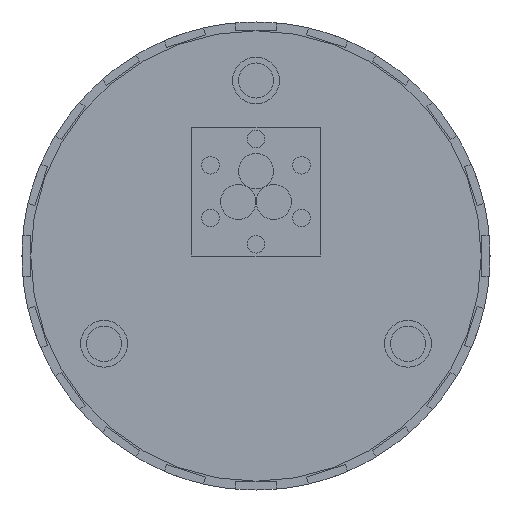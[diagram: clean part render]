
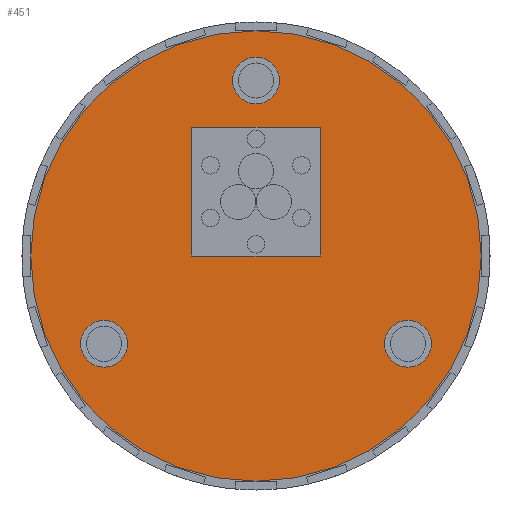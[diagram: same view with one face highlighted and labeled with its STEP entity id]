
A CAD part, front view. The second image highlights one B-rep face of the part: STEP entity #451.
In plain terms, the highlighted planar face has unit normal (0, -1, 0).
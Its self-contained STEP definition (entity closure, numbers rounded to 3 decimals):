
#48 = CARTESIAN_POINT ( 'NONE',  ( -5.5, 0., 11. ) ) ;
#105 = DIRECTION ( 'NONE',  ( 0., 0., -1. ) ) ;
#142 = DIRECTION ( 'NONE',  ( 0., 1., 0. ) ) ;
#150 = FACE_BOUND ( 'NONE', #4611, .T. ) ;
#162 = ORIENTED_EDGE ( 'NONE', *, *, #6170, .F. ) ;
#190 = PLANE ( 'NONE',  #4978 ) ;
#393 = AXIS2_PLACEMENT_3D ( 'NONE', #5021, #2172, #5496 ) ;
#440 = CARTESIAN_POINT ( 'NONE',  ( -12.99, 0., -7.5 ) ) ;
#451 = ADVANCED_FACE ( 'NONE', ( #4088, #1424, #2684, #150, #5067 ), #190, .F. ) ;
#470 = CARTESIAN_POINT ( 'NONE',  ( 12.99, 0., -7.5 ) ) ;
#494 = VERTEX_POINT ( 'NONE', #2128 ) ;
#532 = EDGE_CURVE ( 'NONE', #2588, #6009, #2239, .T. ) ;
#583 = AXIS2_PLACEMENT_3D ( 'NONE', #3600, #763, #4079 ) ;
#728 = CARTESIAN_POINT ( 'NONE',  ( -5.5, 0., 0. ) ) ;
#763 = DIRECTION ( 'NONE',  ( 0., -1., 0. ) ) ;
#787 = CARTESIAN_POINT ( 'NONE',  ( 0., 0., 17. ) ) ;
#917 = DIRECTION ( 'NONE',  ( 0., 0., -1. ) ) ;
#946 = DIRECTION ( 'NONE',  ( 0., 0., -1. ) ) ;
#1060 = ORIENTED_EDGE ( 'NONE', *, *, #3274, .F. ) ;
#1094 = CIRCLE ( 'NONE', #3046, 2. ) ;
#1132 = ORIENTED_EDGE ( 'NONE', *, *, #4994, .F. ) ;
#1324 = CARTESIAN_POINT ( 'NONE',  ( 0., 0., 0. ) ) ;
#1424 = FACE_BOUND ( 'NONE', #3431, .T. ) ;
#1486 = EDGE_CURVE ( 'NONE', #2124, #5022, #3711, .T. ) ;
#1490 = DIRECTION ( 'NONE',  ( -1., 0., 0. ) ) ;
#1568 = CARTESIAN_POINT ( 'NONE',  ( 5.5, 0., 11. ) ) ;
#1651 = ORIENTED_EDGE ( 'NONE', *, *, #532, .F. ) ;
#1677 = CIRCLE ( 'NONE', #3670, 19.25 ) ;
#1717 = ORIENTED_EDGE ( 'NONE', *, *, #1486, .F. ) ;
#1741 = VECTOR ( 'NONE', #2054, 1000. ) ;
#1742 = LINE ( 'NONE', #4026, #2206 ) ;
#1799 = DIRECTION ( 'NONE',  ( 0., 0., 1. ) ) ;
#1877 = ORIENTED_EDGE ( 'NONE', *, *, #5798, .F. ) ;
#1960 = EDGE_LOOP ( 'NONE', ( #3353, #1132, #162, #5225 ) ) ;
#2054 = DIRECTION ( 'NONE',  ( 0., 0., 1. ) ) ;
#2124 = VERTEX_POINT ( 'NONE', #5681 ) ;
#2128 = CARTESIAN_POINT ( 'NONE',  ( 12.99, 0., -5.5 ) ) ;
#2172 = DIRECTION ( 'NONE',  ( 0., -1., 0. ) ) ;
#2196 = DIRECTION ( 'NONE',  ( 0., -1., 0. ) ) ;
#2204 = VERTEX_POINT ( 'NONE', #4321 ) ;
#2206 = VECTOR ( 'NONE', #4505, 1000. ) ;
#2239 = CIRCLE ( 'NONE', #393, 2. ) ;
#2349 = EDGE_CURVE ( 'NONE', #5451, #5406, #1677, .T. ) ;
#2482 = ORIENTED_EDGE ( 'NONE', *, *, #6079, .F. ) ;
#2588 = VERTEX_POINT ( 'NONE', #787 ) ;
#2596 = DIRECTION ( 'NONE',  ( 0., 0., 1. ) ) ;
#2613 = EDGE_CURVE ( 'NONE', #5406, #5451, #4813, .T. ) ;
#2684 = FACE_BOUND ( 'NONE', #3883, .T. ) ;
#2836 = CIRCLE ( 'NONE', #3001, 2. ) ;
#2884 = CARTESIAN_POINT ( 'NONE',  ( 5.5, 0., 0. ) ) ;
#2897 = CARTESIAN_POINT ( 'NONE',  ( -5.5, 0., 11. ) ) ;
#2958 = DIRECTION ( 'NONE',  ( 0., -1., 0. ) ) ;
#2986 = CARTESIAN_POINT ( 'NONE',  ( 0., 0., 0. ) ) ;
#3001 = AXIS2_PLACEMENT_3D ( 'NONE', #470, #3801, #946 ) ;
#3046 = AXIS2_PLACEMENT_3D ( 'NONE', #5815, #2958, #105 ) ;
#3195 = EDGE_CURVE ( 'NONE', #6138, #6158, #5489, .T. ) ;
#3274 = EDGE_CURVE ( 'NONE', #2204, #494, #1094, .T. ) ;
#3351 = LINE ( 'NONE', #5285, #4473 ) ;
#3353 = ORIENTED_EDGE ( 'NONE', *, *, #3195, .F. ) ;
#3431 = EDGE_LOOP ( 'NONE', ( #1717, #1877 ) ) ;
#3463 = DIRECTION ( 'NONE',  ( 0., 0., 1. ) ) ;
#3600 = CARTESIAN_POINT ( 'NONE',  ( -12.99, 0., -7.5 ) ) ;
#3670 = AXIS2_PLACEMENT_3D ( 'NONE', #2986, #142, #3463 ) ;
#3711 = CIRCLE ( 'NONE', #3834, 2. ) ;
#3717 = EDGE_CURVE ( 'NONE', #6158, #3738, #1742, .T. ) ;
#3738 = VERTEX_POINT ( 'NONE', #728 ) ;
#3755 = CARTESIAN_POINT ( 'NONE',  ( 0., 0., 13. ) ) ;
#3766 = DIRECTION ( 'NONE',  ( 0., -1., 0. ) ) ;
#3801 = DIRECTION ( 'NONE',  ( 0., -1., 0. ) ) ;
#3834 = AXIS2_PLACEMENT_3D ( 'NONE', #440, #3766, #917 ) ;
#3838 = CARTESIAN_POINT ( 'NONE',  ( 5.5, 0., 11. ) ) ;
#3883 = EDGE_LOOP ( 'NONE', ( #1060, #2482 ) ) ;
#3896 = ORIENTED_EDGE ( 'NONE', *, *, #4423, .F. ) ;
#3964 = CIRCLE ( 'NONE', #583, 2. ) ;
#3969 = ORIENTED_EDGE ( 'NONE', *, *, #2613, .F. ) ;
#4026 = CARTESIAN_POINT ( 'NONE',  ( -5.5, 0., 11. ) ) ;
#4033 = AXIS2_PLACEMENT_3D ( 'NONE', #1324, #4650, #1799 ) ;
#4061 = VECTOR ( 'NONE', #1490, 1000. ) ;
#4079 = DIRECTION ( 'NONE',  ( 0., 0., -1. ) ) ;
#4088 = FACE_BOUND ( 'NONE', #1960, .T. ) ;
#4178 = ORIENTED_EDGE ( 'NONE', *, *, #2349, .F. ) ;
#4321 = CARTESIAN_POINT ( 'NONE',  ( 12.99, 0., -9.5 ) ) ;
#4423 = EDGE_CURVE ( 'NONE', #6009, #2588, #4574, .T. ) ;
#4442 = CARTESIAN_POINT ( 'NONE',  ( -12.99, 0., -5.5 ) ) ;
#4473 = VECTOR ( 'NONE', #5765, 1000. ) ;
#4474 = CARTESIAN_POINT ( 'NONE',  ( 0., 0., 0. ) ) ;
#4505 = DIRECTION ( 'NONE',  ( 0., 0., -1. ) ) ;
#4574 = CIRCLE ( 'NONE', #4612, 2. ) ;
#4611 = EDGE_LOOP ( 'NONE', ( #3896, #1651 ) ) ;
#4612 = AXIS2_PLACEMENT_3D ( 'NONE', #5049, #2196, #5522 ) ;
#4633 = EDGE_LOOP ( 'NONE', ( #4178, #3969 ) ) ;
#4650 = DIRECTION ( 'NONE',  ( 0., 1., 0. ) ) ;
#4760 = CARTESIAN_POINT ( 'NONE',  ( 0., 0., -19.25 ) ) ;
#4813 = CIRCLE ( 'NONE', #4033, 19.25 ) ;
#4888 = LINE ( 'NONE', #1568, #1741 ) ;
#4896 = VERTEX_POINT ( 'NONE', #2884 ) ;
#4978 = AXIS2_PLACEMENT_3D ( 'NONE', #4474, #5439, #2596 ) ;
#4994 = EDGE_CURVE ( 'NONE', #4896, #6138, #4888, .T. ) ;
#5021 = CARTESIAN_POINT ( 'NONE',  ( 0., 0., 15. ) ) ;
#5022 = VERTEX_POINT ( 'NONE', #4442 ) ;
#5049 = CARTESIAN_POINT ( 'NONE',  ( 0., 0., 15. ) ) ;
#5067 = FACE_OUTER_BOUND ( 'NONE', #4633, .T. ) ;
#5152 = CARTESIAN_POINT ( 'NONE',  ( 0., 0., 19.25 ) ) ;
#5225 = ORIENTED_EDGE ( 'NONE', *, *, #3717, .F. ) ;
#5285 = CARTESIAN_POINT ( 'NONE',  ( -5.5, 0., 0. ) ) ;
#5406 = VERTEX_POINT ( 'NONE', #5152 ) ;
#5439 = DIRECTION ( 'NONE',  ( 0., 1., 0. ) ) ;
#5451 = VERTEX_POINT ( 'NONE', #4760 ) ;
#5489 = LINE ( 'NONE', #48, #4061 ) ;
#5496 = DIRECTION ( 'NONE',  ( 0., 0., -1. ) ) ;
#5522 = DIRECTION ( 'NONE',  ( 0., 0., -1. ) ) ;
#5681 = CARTESIAN_POINT ( 'NONE',  ( -12.99, 0., -9.5 ) ) ;
#5765 = DIRECTION ( 'NONE',  ( 1., 0., 0. ) ) ;
#5798 = EDGE_CURVE ( 'NONE', #5022, #2124, #3964, .T. ) ;
#5815 = CARTESIAN_POINT ( 'NONE',  ( 12.99, 0., -7.5 ) ) ;
#6009 = VERTEX_POINT ( 'NONE', #3755 ) ;
#6079 = EDGE_CURVE ( 'NONE', #494, #2204, #2836, .T. ) ;
#6138 = VERTEX_POINT ( 'NONE', #3838 ) ;
#6158 = VERTEX_POINT ( 'NONE', #2897 ) ;
#6170 = EDGE_CURVE ( 'NONE', #3738, #4896, #3351, .T. ) ;
